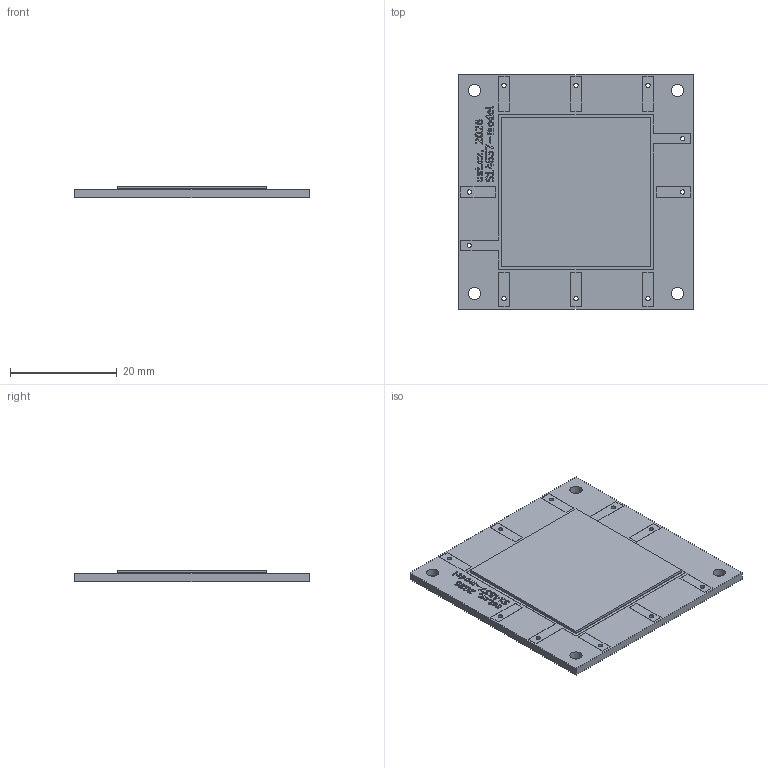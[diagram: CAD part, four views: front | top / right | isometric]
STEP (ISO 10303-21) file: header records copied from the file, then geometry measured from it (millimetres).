
FILE_DESCRIPTION(('FreeCAD Model'),'2;1');
FILE_NAME('Open CASCADE Shape Model','2026-02-22T20:50:49',(''),(''), 'Open CASCADE STEP processor 7.7','FreeCAD','Unknown');
FILE_SCHEMA(('AUTOMOTIVE_DESIGN { 1 0 10303 214 1 1 1 1 }'));
Length unit declared in the file: millimetre
Products named in the file (5): diodepcb 1; diodepcb_copper; diodepcb_silkscreen; diodepcb_PCB; Krychle
Assembly tree (4 placements, depth 2):
  diodepcb 1
    diodepcb_copper
    diodepcb_silkscreen
    diodepcb_PCB
    Krychle
Bounding box: 44 x 44 x 2.15 mm (x, y, z)
Volume: 2192 mm3; surface area: 5036 mm2
Topology: 34 solids, 35 shells, 704 faces, 5547 edges, 15802 vertices
Faces by surface type: plane 574, cylinder 130
Full cylindrical faces by diameter (mm): 0.8 x10, 2.3 x4
Entity records: 70116 total; most frequent: CARTESIAN_POINT 22058, DIRECTION 7677, LINE 4835, VECTOR 4835, ORIENTED_EDGE 3822, GEOMETRIC_CURVE_SET 3631, TRIMMED_CURVE 3630, EDGE_CURVE 1917
